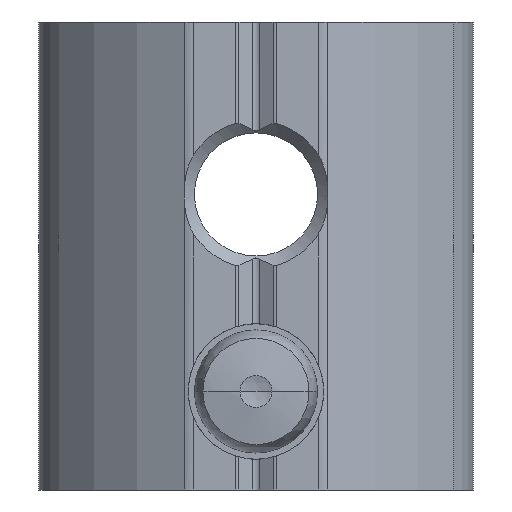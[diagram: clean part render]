
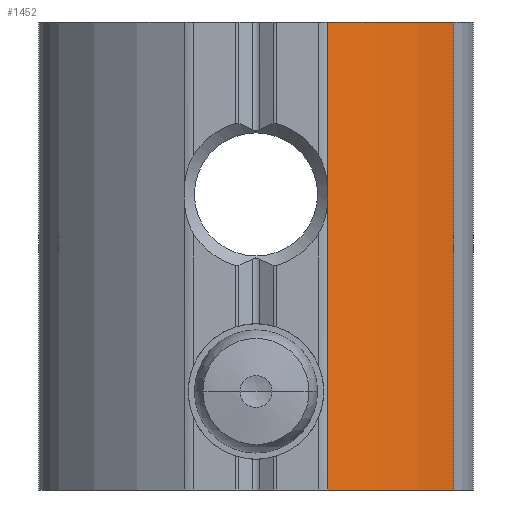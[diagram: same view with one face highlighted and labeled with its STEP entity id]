
A CAD part, front view. The second image highlights one B-rep face of the part: STEP entity #1452.
In plain terms, the highlighted cylindrical face has radius 12.4 mm (diameter 24.8 mm), a partial arc.
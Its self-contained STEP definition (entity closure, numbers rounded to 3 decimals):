
#42 = VERTEX_POINT ( 'NONE', #986 ) ;
#45 = FACE_OUTER_BOUND ( 'NONE', #1430, .T. ) ;
#68 = VECTOR ( 'NONE', #1935, 1000. ) ;
#69 = DIRECTION ( 'NONE',  ( 1., 0., 0. ) ) ;
#86 = VERTEX_POINT ( 'NONE', #3343 ) ;
#95 = ORIENTED_EDGE ( 'NONE', *, *, #3034, .T. ) ;
#260 = LINE ( 'NONE', #2040, #663 ) ;
#348 = CARTESIAN_POINT ( 'NONE',  ( 2.91, 0.073, -26.311 ) ) ;
#366 = VERTEX_POINT ( 'NONE', #3430 ) ;
#397 = CIRCLE ( 'NONE', #1862, 12.4 ) ;
#413 = VECTOR ( 'NONE', #1972, 1000. ) ;
#426 = DIRECTION ( 'NONE',  ( 0., 0., 1. ) ) ;
#585 = EDGE_CURVE ( 'NONE', #86, #3149, #260, .T. ) ;
#611 = CIRCLE ( 'NONE', #1103, 12.4 ) ;
#627 = DIRECTION ( 'NONE',  ( 0., 0., 1. ) ) ;
#641 = CYLINDRICAL_SURFACE ( 'NONE', #3162, 12.4 ) ;
#658 = ORIENTED_EDGE ( 'NONE', *, *, #2588, .T. ) ;
#663 = VECTOR ( 'NONE', #3222, 1000. ) ;
#736 = CARTESIAN_POINT ( 'NONE',  ( 2.91, 0.073, -26.311 ) ) ;
#986 = CARTESIAN_POINT ( 'NONE',  ( 8.034, 3.946, -19. ) ) ;
#988 = EDGE_CURVE ( 'NONE', #3149, #42, #397, .T. ) ;
#1079 = CARTESIAN_POINT ( 'NONE',  ( 2.926, 0.08, -26.104 ) ) ;
#1103 = AXIS2_PLACEMENT_3D ( 'NONE', #2362, #627, #2381 ) ;
#1192 = DIRECTION ( 'NONE',  ( -1., 0., 0. ) ) ;
#1201 = VERTEX_POINT ( 'NONE', #3697 ) ;
#1282 = ORIENTED_EDGE ( 'NONE', *, *, #2221, .F. ) ;
#1430 = EDGE_LOOP ( 'NONE', ( #3771, #1282, #658, #95, #2552, #2438 ) ) ;
#1452 = ADVANCED_FACE ( 'NONE', ( #45 ), #641, .T. ) ;
#1662 = B_SPLINE_CURVE_WITH_KNOTS ( 'NONE', 3,
 ( #736, #1079, #2496, #3378 ),
 .UNSPECIFIED., .F., .F.,
 ( 4, 4 ),
 ( 0., 0.001 ),
 .UNSPECIFIED. ) ;
#1704 = LINE ( 'NONE', #2530, #413 ) ;
#1862 = AXIS2_PLACEMENT_3D ( 'NONE', #3271, #3287, #1192 ) ;
#1935 = DIRECTION ( 'NONE',  ( 0., 0., 1. ) ) ;
#1972 = DIRECTION ( 'NONE',  ( 0., 0., 1. ) ) ;
#2040 = CARTESIAN_POINT ( 'NONE',  ( 2.91, 0.073, -38. ) ) ;
#2221 = EDGE_CURVE ( 'NONE', #366, #2592, #1704, .T. ) ;
#2362 = CARTESIAN_POINT ( 'NONE',  ( -1.75, 11.564, -38. ) ) ;
#2381 = DIRECTION ( 'NONE',  ( -1., 0., 0. ) ) ;
#2438 = ORIENTED_EDGE ( 'NONE', *, *, #585, .F. ) ;
#2496 = CARTESIAN_POINT ( 'NONE',  ( 2.926, 0.08, -25.896 ) ) ;
#2530 = CARTESIAN_POINT ( 'NONE',  ( 2.91, 0.073, -38. ) ) ;
#2552 = ORIENTED_EDGE ( 'NONE', *, *, #988, .F. ) ;
#2588 = EDGE_CURVE ( 'NONE', #366, #1201, #611, .T. ) ;
#2592 = VERTEX_POINT ( 'NONE', #348 ) ;
#2722 = CARTESIAN_POINT ( 'NONE',  ( -1.75, 11.564, -38. ) ) ;
#2959 = EDGE_CURVE ( 'NONE', #2592, #86, #1662, .T. ) ;
#3034 = EDGE_CURVE ( 'NONE', #1201, #42, #3719, .T. ) ;
#3149 = VERTEX_POINT ( 'NONE', #3511 ) ;
#3162 = AXIS2_PLACEMENT_3D ( 'NONE', #2722, #426, #69 ) ;
#3222 = DIRECTION ( 'NONE',  ( 0., 0., 1. ) ) ;
#3271 = CARTESIAN_POINT ( 'NONE',  ( -1.75, 11.564, -19. ) ) ;
#3287 = DIRECTION ( 'NONE',  ( 0., 0., 1. ) ) ;
#3343 = CARTESIAN_POINT ( 'NONE',  ( 2.91, 0.073, -25.689 ) ) ;
#3378 = CARTESIAN_POINT ( 'NONE',  ( 2.91, 0.073, -25.689 ) ) ;
#3398 = CARTESIAN_POINT ( 'NONE',  ( 8.034, 3.946, -38. ) ) ;
#3430 = CARTESIAN_POINT ( 'NONE',  ( 2.91, 0.073, -38. ) ) ;
#3511 = CARTESIAN_POINT ( 'NONE',  ( 2.91, 0.073, -19. ) ) ;
#3697 = CARTESIAN_POINT ( 'NONE',  ( 8.034, 3.946, -38. ) ) ;
#3719 = LINE ( 'NONE', #3398, #68 ) ;
#3771 = ORIENTED_EDGE ( 'NONE', *, *, #2959, .F. ) ;
